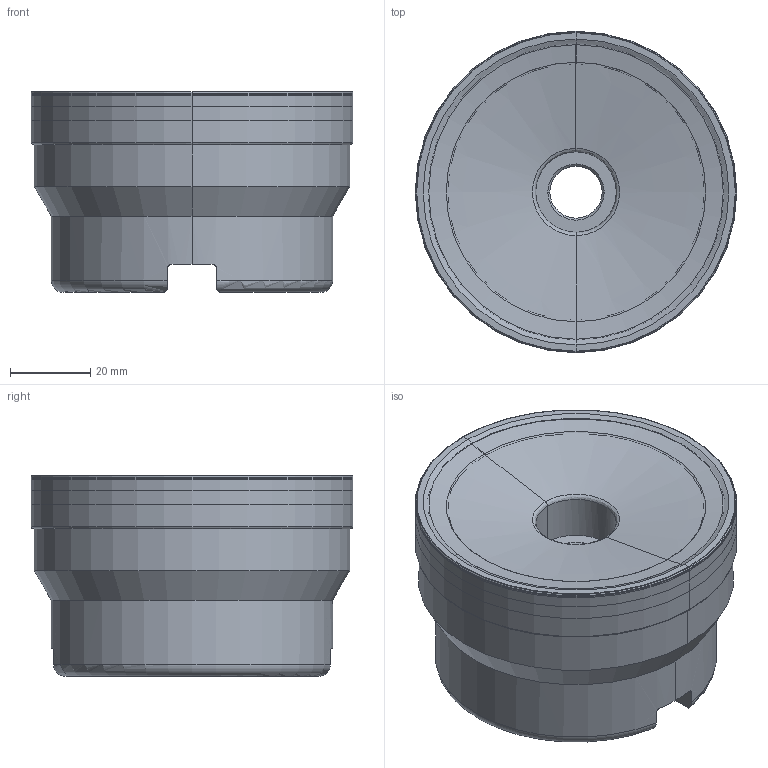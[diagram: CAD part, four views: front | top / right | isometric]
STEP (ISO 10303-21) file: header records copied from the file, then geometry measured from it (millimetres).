
FILE_DESCRIPTION((''),'2;1');
FILE_NAME('2J1C080R00__ASM','2009-07-28T',('poussios_pc'),(''),'PRO/ENGINEER BY PARAMETRIC TECHNOLOGY CORPORATION, 2007460','PRO/ENGINEER BY PARAMETRIC TECHNOLOGY CORPORATION, 2007460','');
FILE_SCHEMA(('CONFIG_CONTROL_DESIGN'));
Length unit declared in the file: millimetre
Products named in the file (3): 2J1C080R00_HSG; SCHNEIDE; 2J1C080R00__ASM
Assembly tree (2 placements, depth 2):
  2J1C080R00__ASM
    2J1C080R00_HSG
    SCHNEIDE
Bounding box: 80 x 80 x 50.02 mm (x, y, z)
Volume: 208349.5 mm3; surface area: 32795.5 mm2
Topology: 2 solids, 2 shells, 94 faces, 210 edges, 120 vertices
Faces by surface type: revolution 44, plane 16, cylinder 16, cone 12, torus 4, bspline 2
Entity records: 5639 total; most frequent: CARTESIAN_POINT 3545, ORIENTED_EDGE 420, DIRECTION 380, EDGE_CURVE 210, AXIS2_PLACEMENT_3D 145, VERTEX_POINT 120, B_SPLINE_CURVE_WITH_KNOTS 116, EDGE_LOOP 98
